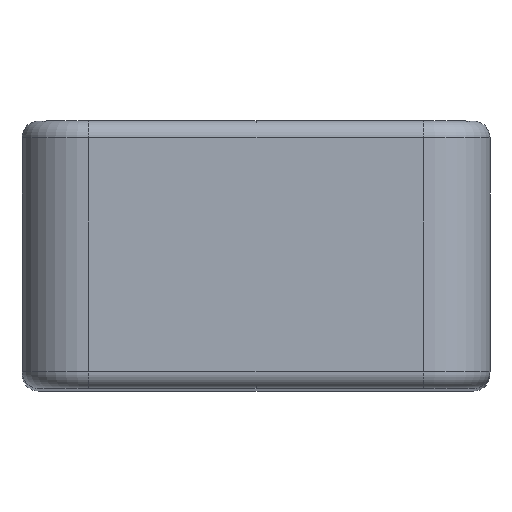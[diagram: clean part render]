
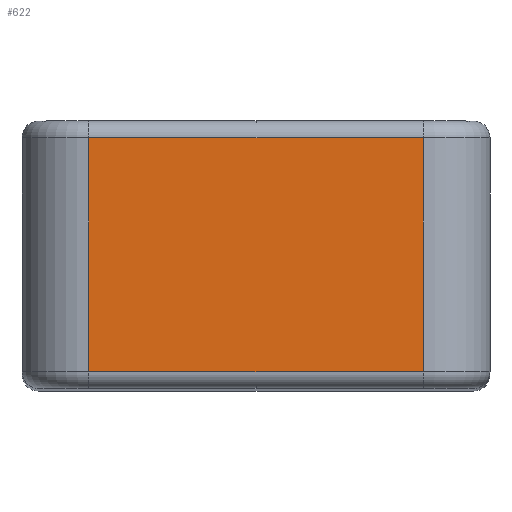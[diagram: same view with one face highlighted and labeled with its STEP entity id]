
A CAD part, top view. The second image highlights one B-rep face of the part: STEP entity #622.
In plain terms, the highlighted planar face has unit normal (0, 0, 1).
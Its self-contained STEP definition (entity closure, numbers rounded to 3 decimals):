
#7 = VERTEX_POINT ( 'NONE', #686 ) ;
#11 = VECTOR ( 'NONE', #339, 1000. ) ;
#90 = LINE ( 'NONE', #673, #497 ) ;
#105 = VERTEX_POINT ( 'NONE', #457 ) ;
#122 = CARTESIAN_POINT ( 'NONE',  ( 50., 5., 0. ) ) ;
#159 = LINE ( 'NONE', #719, #728 ) ;
#163 = EDGE_CURVE ( 'NONE', #387, #212, #90, .T. ) ;
#208 = LINE ( 'NONE', #346, #11 ) ;
#209 = EDGE_CURVE ( 'NONE', #105, #387, #208, .T. ) ;
#211 = LINE ( 'NONE', #269, #540 ) ;
#212 = VERTEX_POINT ( 'NONE', #122 ) ;
#240 = PLANE ( 'NONE',  #525 ) ;
#269 = CARTESIAN_POINT ( 'NONE',  ( 50., 80., 0. ) ) ;
#289 = DIRECTION ( 'NONE',  ( -1., 0., 0. ) ) ;
#324 = EDGE_CURVE ( 'NONE', #7, #105, #159, .T. ) ;
#339 = DIRECTION ( 'NONE',  ( 0., -1., 0. ) ) ;
#346 = CARTESIAN_POINT ( 'NONE',  ( -50., 80., 0. ) ) ;
#352 = CARTESIAN_POINT ( 'NONE',  ( -50., 5., 0. ) ) ;
#387 = VERTEX_POINT ( 'NONE', #352 ) ;
#388 = DIRECTION ( 'NONE',  ( 0., 0., -1. ) ) ;
#413 = ORIENTED_EDGE ( 'NONE', *, *, #209, .T. ) ;
#426 = DIRECTION ( 'NONE',  ( 0., -1., 0. ) ) ;
#457 = CARTESIAN_POINT ( 'NONE',  ( -50., 75., 0. ) ) ;
#497 = VECTOR ( 'NONE', #753, 1000. ) ;
#525 = AXIS2_PLACEMENT_3D ( 'NONE', #593, #388, #899 ) ;
#532 = ORIENTED_EDGE ( 'NONE', *, *, #163, .T. ) ;
#540 = VECTOR ( 'NONE', #426, 1000. ) ;
#593 = CARTESIAN_POINT ( 'NONE',  ( -50., 80., 0. ) ) ;
#622 = ADVANCED_FACE ( 'NONE', ( #818 ), #240, .F. ) ;
#673 = CARTESIAN_POINT ( 'NONE',  ( -50., 5., 0. ) ) ;
#686 = CARTESIAN_POINT ( 'NONE',  ( 50., 75., 0. ) ) ;
#719 = CARTESIAN_POINT ( 'NONE',  ( -50., 75., 0. ) ) ;
#728 = VECTOR ( 'NONE', #289, 1000. ) ;
#753 = DIRECTION ( 'NONE',  ( 1., 0., 0. ) ) ;
#818 = FACE_OUTER_BOUND ( 'NONE', #880, .T. ) ;
#824 = EDGE_CURVE ( 'NONE', #7, #212, #211, .T. ) ;
#830 = ORIENTED_EDGE ( 'NONE', *, *, #824, .F. ) ;
#839 = ORIENTED_EDGE ( 'NONE', *, *, #324, .T. ) ;
#880 = EDGE_LOOP ( 'NONE', ( #830, #839, #413, #532 ) ) ;
#899 = DIRECTION ( 'NONE',  ( -1., 0., 0. ) ) ;
